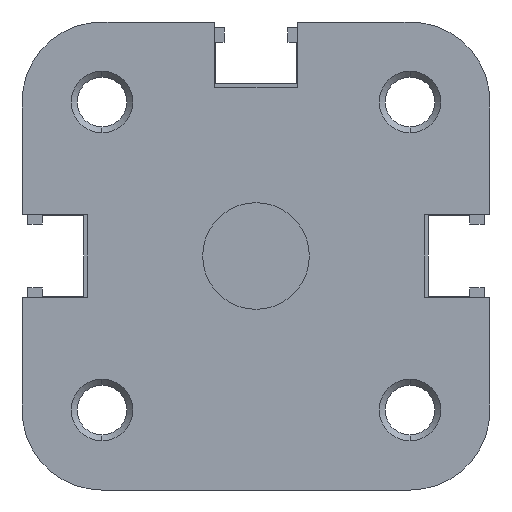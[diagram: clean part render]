
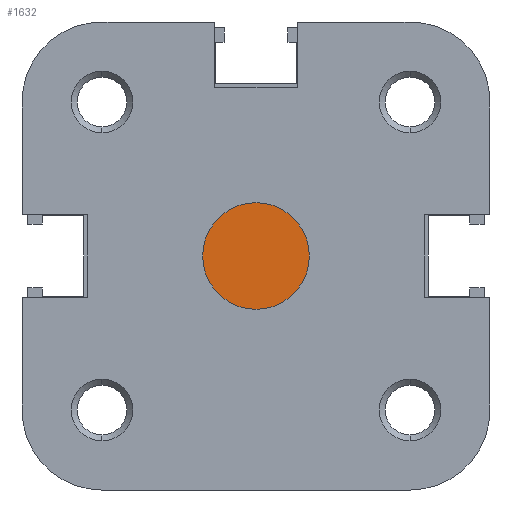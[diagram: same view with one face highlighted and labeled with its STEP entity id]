
A CAD part, left-side view. The second image highlights one B-rep face of the part: STEP entity #1632.
In plain terms, the highlighted planar face has unit normal (-1, 0, 0).
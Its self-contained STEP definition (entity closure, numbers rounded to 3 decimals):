
#127 = EDGE_CURVE ( 'NONE', #1220, #1219, #6426, .T. ) ;
#159 = EDGE_CURVE ( 'NONE', #1219, #1220, #6475, .T. ) ;
#437 = AXIS2_PLACEMENT_3D ( 'NONE', #1917, #1923, #1924 ) ;
#450 = AXIS2_PLACEMENT_3D ( 'NONE', #1997, #2003, #2004 ) ;
#675 = AXIS2_PLACEMENT_3D ( 'NONE', #3668, #3671, #3672 ) ;
#1219 = VERTEX_POINT ( 'NONE', #2862 ) ;
#1220 = VERTEX_POINT ( 'NONE', #2863 ) ;
#1632 = ADVANCED_FACE ( 'NONE', ( #4569 ), #3669, .F. ) ;
#1917 = CARTESIAN_POINT ( 'NONE',  ( 2.1, 0., 0. ) ) ;
#1923 = DIRECTION ( 'NONE',  ( -1., 0., 0. ) ) ;
#1924 = DIRECTION ( 'NONE',  ( 0., 0., 1. ) ) ;
#1997 = CARTESIAN_POINT ( 'NONE',  ( 2.1, 0., 0. ) ) ;
#2003 = DIRECTION ( 'NONE',  ( -1., 0., 0. ) ) ;
#2004 = DIRECTION ( 'NONE',  ( 0., 0., 1. ) ) ;
#2862 = CARTESIAN_POINT ( 'NONE',  ( 2.1, 0., 4.5 ) ) ;
#2863 = CARTESIAN_POINT ( 'NONE',  ( 2.1, 0., -4.5 ) ) ;
#3668 = CARTESIAN_POINT ( 'NONE',  ( 2.1, 0., 0. ) ) ;
#3669 = PLANE ( 'NONE',  #675 ) ;
#3671 = DIRECTION ( 'NONE',  ( 1., 0., 0. ) ) ;
#3672 = DIRECTION ( 'NONE',  ( 0., 0., -1. ) ) ;
#4569 = FACE_OUTER_BOUND ( 'NONE', #5338, .T. ) ;
#5338 = EDGE_LOOP ( 'NONE', ( #5637, #5635 ) ) ;
#5635 = ORIENTED_EDGE ( 'NONE', *, *, #127, .T. ) ;
#5637 = ORIENTED_EDGE ( 'NONE', *, *, #159, .T. ) ;
#6426 = CIRCLE ( 'NONE', #437, 4.5 ) ;
#6475 = CIRCLE ( 'NONE', #450, 4.5 ) ;
